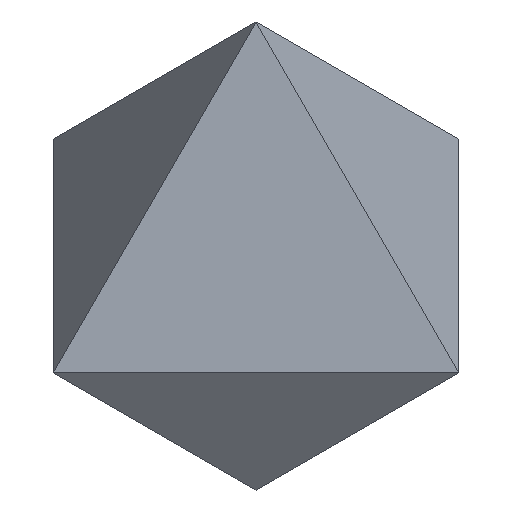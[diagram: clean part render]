
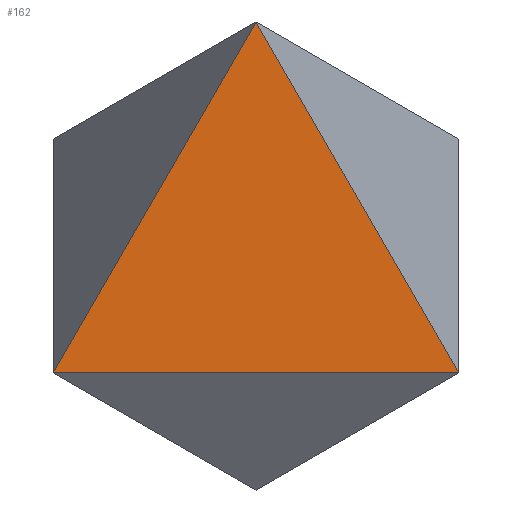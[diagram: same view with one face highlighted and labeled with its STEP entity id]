
A CAD part, isometric view. The second image highlights one B-rep face of the part: STEP entity #162.
In plain terms, the highlighted planar face has unit normal (-0.577, -0.577, 0.577).
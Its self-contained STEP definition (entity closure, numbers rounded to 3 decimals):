
#3 = CARTESIAN_POINT ( 'NONE',  ( -50., 0., 0. ) ) ;
#37 = EDGE_CURVE ( 'NONE', #160, #83, #120, .T. ) ;
#41 = EDGE_CURVE ( 'NONE', #84, #160, #122, .T. ) ;
#42 = DIRECTION ( 'NONE',  ( -0.577, -0.577, 0.577 ) ) ;
#55 = DIRECTION ( 'NONE',  ( 0.707, -0.707, 0. ) ) ;
#58 = CARTESIAN_POINT ( 'NONE',  ( -50., 0., 0. ) ) ;
#62 = DIRECTION ( 'NONE',  ( 0., -0.707, -0.707 ) ) ;
#77 = LINE ( 'NONE', #188, #86 ) ;
#83 = VERTEX_POINT ( 'NONE', #98 ) ;
#84 = VERTEX_POINT ( 'NONE', #193 ) ;
#86 = VECTOR ( 'NONE', #62, 1000. ) ;
#98 = CARTESIAN_POINT ( 'NONE',  ( 0., -50., 0. ) ) ;
#105 = ORIENTED_EDGE ( 'NONE', *, *, #37, .T. ) ;
#107 = CARTESIAN_POINT ( 'NONE',  ( 0., 0., 50. ) ) ;
#120 = LINE ( 'NONE', #3, #181 ) ;
#121 = VECTOR ( 'NONE', #167, 1000. ) ;
#122 = LINE ( 'NONE', #107, #121 ) ;
#140 = AXIS2_PLACEMENT_3D ( 'NONE', #173, #42, #143 ) ;
#142 = FACE_OUTER_BOUND ( 'NONE', #182, .T. ) ;
#143 = DIRECTION ( 'NONE',  ( 0.707, -0.707, 0. ) ) ;
#157 = EDGE_CURVE ( 'NONE', #84, #83, #77, .T. ) ;
#160 = VERTEX_POINT ( 'NONE', #58 ) ;
#162 = ADVANCED_FACE ( 'NONE', ( #142 ), #171, .T. ) ;
#163 = ORIENTED_EDGE ( 'NONE', *, *, #41, .T. ) ;
#167 = DIRECTION ( 'NONE',  ( -0.707, 0., -0.707 ) ) ;
#171 = PLANE ( 'NONE',  #140 ) ;
#173 = CARTESIAN_POINT ( 'NONE',  ( -16.667, -16.667, 16.667 ) ) ;
#181 = VECTOR ( 'NONE', #55, 1000. ) ;
#182 = EDGE_LOOP ( 'NONE', ( #163, #105, #203 ) ) ;
#188 = CARTESIAN_POINT ( 'NONE',  ( 0., 0., 50. ) ) ;
#193 = CARTESIAN_POINT ( 'NONE',  ( 0., 0., 50. ) ) ;
#203 = ORIENTED_EDGE ( 'NONE', *, *, #157, .F. ) ;
